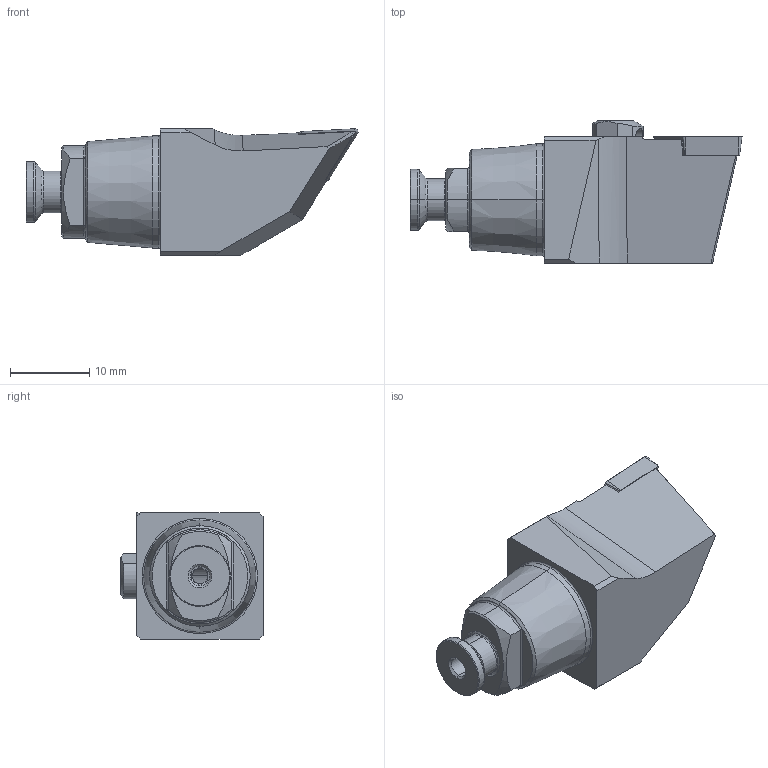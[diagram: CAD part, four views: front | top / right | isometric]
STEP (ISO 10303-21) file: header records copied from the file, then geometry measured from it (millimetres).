
FILE_DESCRIPTION (( 'STEP AP203' ), '1' );
FILE_NAME ('LW4.SDJCL.0825.07.STEP', '2024-08-26T13:38:36', ( '' ), ( '' ), 'SwSTEP 2.0', 'SolidWorks 2022', '' );
FILE_SCHEMA (( 'CONFIG_CONTROL_DESIGN' ));
Length unit declared in the file: millimetre
Products named in the file (7): WCA-ER2.001.006_A; DCMT070204; LW4.SDJCL.0825.07; LW4-U00.ER1.000_B; LWX-ER1.007.002; LW4-KDA.LJA.025_A; ISO 14581 - M2x10
Assembly tree (6 placements, depth 2):
  LW4.SDJCL.0825.07
    LW4-KDA.LJA.025_A
    LW4-U00.ER1.000_B
    LWX-ER1.007.002
    ISO 14581 - M2x10
    WCA-ER2.001.006_A
    DCMT070204
Bounding box: 42 x 18 x 16 mm (x, y, z)
Volume: 5812.5 mm3; surface area: 3361.3 mm2
Topology: 6 solids, 6 shells, 258 faces, 630 edges, 380 vertices
Faces by surface type: cylinder 80, plane 70, cone 69, torus 25, bspline 12, sphere 2
Entity records: 8654 total; most frequent: CARTESIAN_POINT 1969, DIRECTION 1286, ORIENTED_EDGE 1240, EDGE_CURVE 620, AXIS2_PLACEMENT_3D 515, VERTEX_POINT 380, EDGE_LOOP 272, CIRCLE 260
